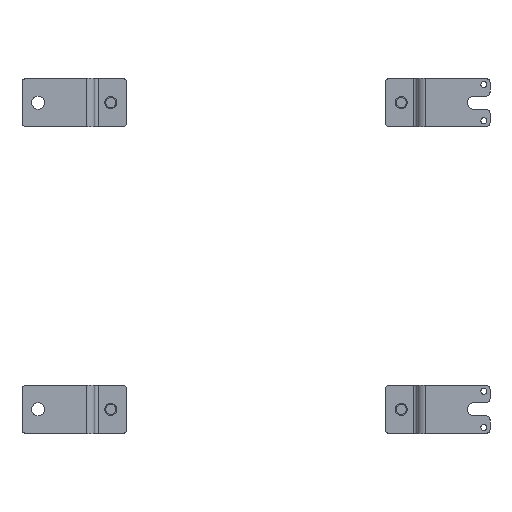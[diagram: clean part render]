
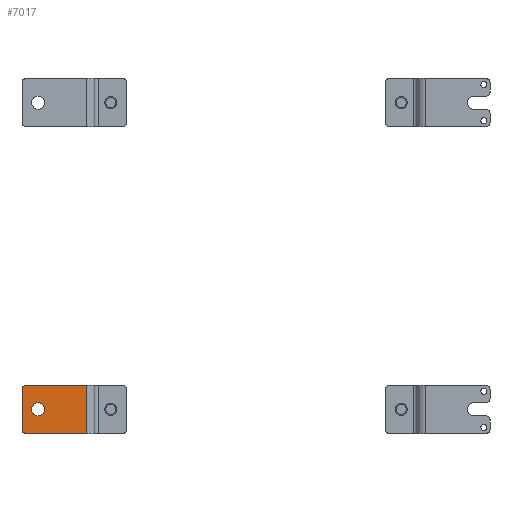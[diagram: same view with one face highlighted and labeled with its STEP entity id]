
A CAD part, left-side view. The second image highlights one B-rep face of the part: STEP entity #7017.
In plain terms, the highlighted planar face has unit normal (-1, 0, 0).
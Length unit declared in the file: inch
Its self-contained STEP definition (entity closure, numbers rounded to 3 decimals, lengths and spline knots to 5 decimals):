
#92 = CARTESIAN_POINT ( 'NONE',  ( 0., 1.625, 0.625 ) ) ;
#337 = DIRECTION ( 'NONE',  ( 0., 0., -1. ) ) ;
#555 = LINE ( 'NONE', #4842, #13107 ) ;
#589 = EDGE_CURVE ( 'NONE', #8082, #8082, #2582, .T. ) ;
#1207 = AXIS2_PLACEMENT_3D ( 'NONE', #12419, #3768, #337 ) ;
#1558 = AXIS2_PLACEMENT_3D ( 'NONE', #8615, #3248, #8759 ) ;
#1763 = CARTESIAN_POINT ( 'NONE',  ( 0., 0.625, -0.75 ) ) ;
#2354 = DIRECTION ( 'NONE',  ( 0., 1., 0. ) ) ;
#2509 = VERTEX_POINT ( 'NONE', #6376 ) ;
#2582 = CIRCLE ( 'NONE', #1207, 0.203 ) ;
#2734 = ORIENTED_EDGE ( 'NONE', *, *, #589, .T. ) ;
#3209 = CARTESIAN_POINT ( 'NONE',  ( 0., 1.5, -0.625 ) ) ;
#3248 = DIRECTION ( 'NONE',  ( -1., 0., 0. ) ) ;
#3410 = VECTOR ( 'NONE', #10568, 39.37008 ) ;
#3768 = DIRECTION ( 'NONE',  ( 1., 0., 0. ) ) ;
#3853 = VECTOR ( 'NONE', #2354, 39.37008 ) ;
#3955 = ORIENTED_EDGE ( 'NONE', *, *, #6506, .F. ) ;
#4164 = VECTOR ( 'NONE', #7267, 39.37008 ) ;
#4252 = PLANE ( 'NONE',  #1558 ) ;
#4842 = CARTESIAN_POINT ( 'NONE',  ( 0., 1.625, 0. ) ) ;
#5420 = DIRECTION ( 'NONE',  ( 0., 0., 1. ) ) ;
#5629 = VERTEX_POINT ( 'NONE', #13119 ) ;
#6096 = EDGE_LOOP ( 'NONE', ( #2734 ) ) ;
#6114 = EDGE_CURVE ( 'NONE', #2509, #5629, #13695, .T. ) ;
#6376 = CARTESIAN_POINT ( 'NONE',  ( 0., -0.375, -0.75 ) ) ;
#6506 = EDGE_CURVE ( 'NONE', #2509, #7311, #7277, .T. ) ;
#6640 = DIRECTION ( 'NONE',  ( 1., 0., 0. ) ) ;
#6713 = CARTESIAN_POINT ( 'NONE',  ( 0., 1.5, 0.625 ) ) ;
#6950 = AXIS2_PLACEMENT_3D ( 'NONE', #6713, #8069, #12429 ) ;
#7017 = ADVANCED_FACE ( 'NONE', ( #13038, #14039 ), #4252, .T. ) ;
#7267 = DIRECTION ( 'NONE',  ( 0., 0., 1. ) ) ;
#7277 = LINE ( 'NONE', #1763, #3410 ) ;
#7311 = VERTEX_POINT ( 'NONE', #8660 ) ;
#7333 = EDGE_CURVE ( 'NONE', #5629, #7879, #10152, .T. ) ;
#7643 = CIRCLE ( 'NONE', #6950, 0.125 ) ;
#7702 = ORIENTED_EDGE ( 'NONE', *, *, #12391, .T. ) ;
#7879 = VERTEX_POINT ( 'NONE', #13623 ) ;
#8069 = DIRECTION ( 'NONE',  ( 1., 0., 0. ) ) ;
#8082 = VERTEX_POINT ( 'NONE', #12158 ) ;
#8148 = CARTESIAN_POINT ( 'NONE',  ( 0., 0.625, 0.75 ) ) ;
#8531 = CIRCLE ( 'NONE', #12871, 0.125 ) ;
#8615 = CARTESIAN_POINT ( 'NONE',  ( 0., 1.625, -0.75 ) ) ;
#8660 = CARTESIAN_POINT ( 'NONE',  ( 0., 1.5, -0.75 ) ) ;
#8759 = DIRECTION ( 'NONE',  ( 0., 0., 1. ) ) ;
#8993 = EDGE_LOOP ( 'NONE', ( #13003, #10033, #7702, #12764, #3955, #11928 ) ) ;
#9409 = CARTESIAN_POINT ( 'NONE',  ( 0., -0.375, -0.75 ) ) ;
#9749 = VERTEX_POINT ( 'NONE', #92 ) ;
#10033 = ORIENTED_EDGE ( 'NONE', *, *, #12262, .F. ) ;
#10152 = LINE ( 'NONE', #8148, #3853 ) ;
#10386 = EDGE_CURVE ( 'NONE', #7311, #13578, #8531, .T. ) ;
#10420 = DIRECTION ( 'NONE',  ( 0., 0., -1. ) ) ;
#10568 = DIRECTION ( 'NONE',  ( 0., 1., 0. ) ) ;
#11928 = ORIENTED_EDGE ( 'NONE', *, *, #6114, .T. ) ;
#12158 = CARTESIAN_POINT ( 'NONE',  ( 0., 1.125, -0.203 ) ) ;
#12262 = EDGE_CURVE ( 'NONE', #9749, #7879, #7643, .T. ) ;
#12391 = EDGE_CURVE ( 'NONE', #9749, #13578, #555, .T. ) ;
#12419 = CARTESIAN_POINT ( 'NONE',  ( 0., 1.125, 0. ) ) ;
#12429 = DIRECTION ( 'NONE',  ( 0., 0., 1. ) ) ;
#12764 = ORIENTED_EDGE ( 'NONE', *, *, #10386, .F. ) ;
#12871 = AXIS2_PLACEMENT_3D ( 'NONE', #3209, #6640, #5420 ) ;
#13003 = ORIENTED_EDGE ( 'NONE', *, *, #7333, .T. ) ;
#13038 = FACE_BOUND ( 'NONE', #6096, .T. ) ;
#13107 = VECTOR ( 'NONE', #10420, 39.37008 ) ;
#13119 = CARTESIAN_POINT ( 'NONE',  ( 0., -0.375, 0.75 ) ) ;
#13578 = VERTEX_POINT ( 'NONE', #13687 ) ;
#13623 = CARTESIAN_POINT ( 'NONE',  ( 0., 1.5, 0.75 ) ) ;
#13687 = CARTESIAN_POINT ( 'NONE',  ( 0., 1.625, -0.625 ) ) ;
#13695 = LINE ( 'NONE', #9409, #4164 ) ;
#14039 = FACE_OUTER_BOUND ( 'NONE', #8993, .T. ) ;
